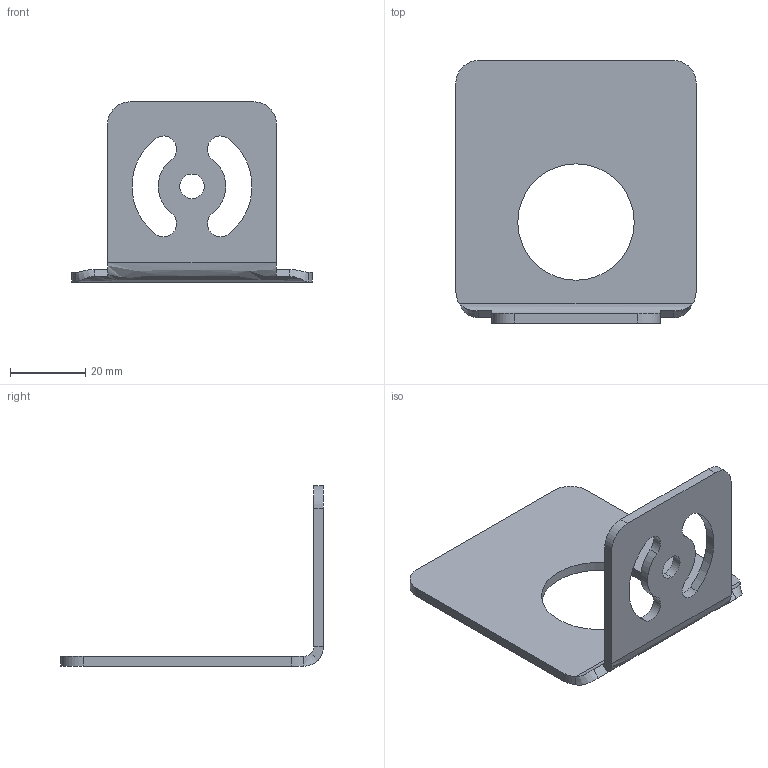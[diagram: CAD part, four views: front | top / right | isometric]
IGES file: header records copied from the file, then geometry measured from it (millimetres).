
Start section:  PTC IGES file: 141790.igs
Global section: file name: 141790.igs; native system: Pro/ENGINEER by Parametric Technology Corporation; preprocessor: 2006170; author: banengservice; organization: Unknown; date: 20080811.092426; units: inch
Bounding box: 64 x 70 x 48 mm (x, y, z)
Volume: 13448.8 mm3; surface area: 11894.1 mm2
Topology: 1 solids, 1 shells, 423 faces, 1207 edges, 802 vertices
Faces by surface type: bspline 403, revolution 20
